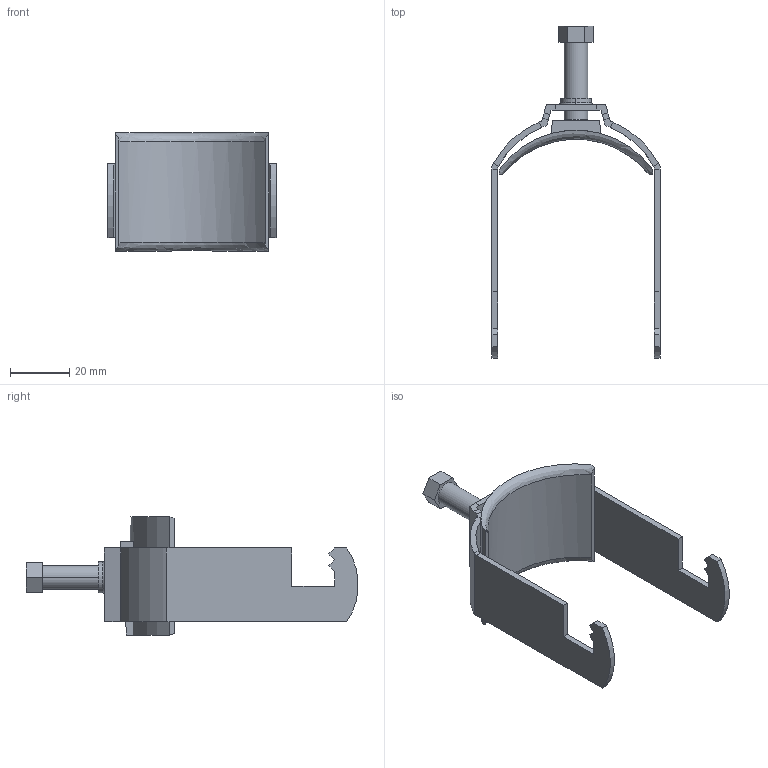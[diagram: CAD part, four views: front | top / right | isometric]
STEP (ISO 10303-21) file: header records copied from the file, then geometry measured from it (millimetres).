
FILE_DESCRIPTION (( 'STEP AP214' ), '1' );
FILE_NAME ('1169521.stp', '2019-02-08T12:31:28', ( '' ), ( '' ), 'SwSTEP 2.0', 'SolidWorks 2018', '' );
FILE_SCHEMA (( 'AUTOMOTIVE_DESIGN' ));
Length unit declared in the file: millimetre
Products named in the file (5): EB104-09-02_Standard; EB104-00-04_Standard; EB104-00-03_Druckschraube - M8 x 26; EB204-09-01_Standard; 1169521
Assembly tree (4 placements, depth 2):
  1169521
    EB204-09-01_Standard
    EB104-00-03_Druckschraube - M8 x 26
    EB104-00-04_Standard
    EB104-09-02_Standard
Bounding box: 57 x 112.42 x 40 mm (x, y, z)
Volume: 18023.3 mm3; surface area: 17991.5 mm2
Topology: 4 solids, 4 shells, 176 faces, 467 edges, 304 vertices
Faces by surface type: plane 140, cylinder 22, cone 8, torus 4, bspline 2
Entity records: 5902 total; most frequent: CARTESIAN_POINT 1303, ORIENTED_EDGE 930, DIRECTION 896, EDGE_CURVE 465, VECTOR 354, LINE 354, VERTEX_POINT 304, AXIS2_PLACEMENT_3D 271
